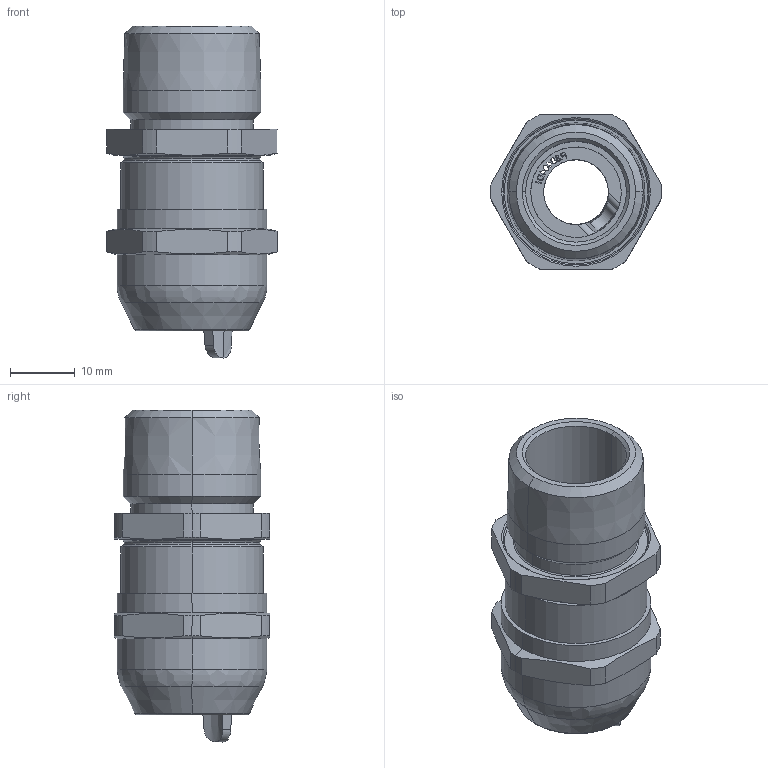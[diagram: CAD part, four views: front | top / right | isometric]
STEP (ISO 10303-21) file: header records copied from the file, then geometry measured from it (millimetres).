
FILE_DESCRIPTION (( 'STEP AP203' ), '1' );
FILE_NAME ('20DTSME1TA5T.STEP', '2020-05-05T15:16:02', ( '' ), ( '' ), 'SwSTEP 2.0', 'SolidWorks 2017', '' );
FILE_SCHEMA (( 'CONFIG_CONTROL_DESIGN' ));
Length unit declared in the file: millimetre
Products named in the file (1): 20DTSME1TA5T
Bounding box: 26.4 x 24 x 51.35 mm (x, y, z)
Surface area: 7235.1 mm2 (no closed solid volume)
Topology: 0 solids, 21 shells, 224 faces, 725 edges, 521 vertices
Faces by surface type: plane 63, cylinder 53, torus 43, cone 34, bspline 31
Entity records: 10452 total; most frequent: CARTESIAN_POINT 4581, DIRECTION 1125, ORIENTED_EDGE 1109, EDGE_CURVE 725, VERTEX_POINT 521, AXIS2_PLACEMENT_3D 440, CIRCLE 246, LINE 245
